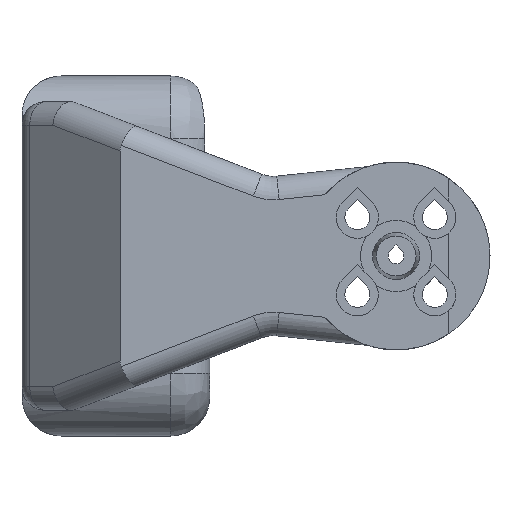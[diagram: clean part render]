
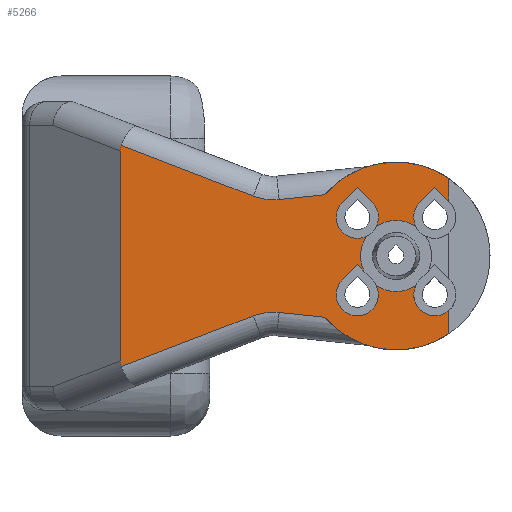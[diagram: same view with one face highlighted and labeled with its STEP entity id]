
A CAD part, front view. The second image highlights one B-rep face of the part: STEP entity #5266.
In plain terms, the highlighted planar face has unit normal (0, -1, 0).
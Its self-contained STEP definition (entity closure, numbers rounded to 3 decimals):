
#118=ELLIPSE('',#5695,4.662,3.);
#119=ELLIPSE('',#5696,4.662,3.);
#184=PLANE('',#5693);
#381=FACE_OUTER_BOUND('',#690,.T.);
#690=EDGE_LOOP('',(#4022,#4023,#4024,#4025,#4026,#4027,#4028,#4029,#4030,
#4031,#4032,#4033,#4034,#4035,#4036,#4037,#4038,#4039,#4040,#4041,#4042,
#4043,#4044,#4045,#4046,#4047,#4048));
#935=CIRCLE('',#5525,2.7);
#939=CIRCLE('',#5531,2.7);
#941=CIRCLE('',#5533,2.7);
#944=CIRCLE('',#5537,2.7);
#946=CIRCLE('',#5541,2.7);
#1009=CIRCLE('',#5662,12.);
#1011=CIRCLE('',#5666,12.);
#1021=CIRCLE('',#5694,7.2);
#1022=CIRCLE('',#5697,7.2);
#1023=CIRCLE('',#5698,4.55);
#1024=CIRCLE('',#5699,4.55);
#1025=CIRCLE('',#5700,4.55);
#1432=LINE('',#8720,#1950);
#1437=LINE('',#8731,#1955);
#1438=LINE('',#8733,#1956);
#1439=LINE('',#8734,#1957);
#1440=LINE('',#8736,#1958);
#1441=LINE('',#8740,#1959);
#1442=LINE('',#8745,#1960);
#1443=LINE('',#8748,#1961);
#1444=LINE('',#8749,#1962);
#1445=LINE('',#8752,#1963);
#1446=LINE('',#8754,#1964);
#1447=LINE('',#8757,#1965);
#1448=LINE('',#8758,#1966);
#1950=VECTOR('',#6683,26.808);
#1955=VECTOR('',#6696,2.757);
#1956=VECTOR('',#6697,2.521);
#1957=VECTOR('',#6698,2.939);
#1958=VECTOR('',#6699,5.873);
#1959=VECTOR('',#6702,18.051);
#1960=VECTOR('',#6707,18.051);
#1961=VECTOR('',#6710,5.873);
#1962=VECTOR('',#6711,2.952);
#1963=VECTOR('',#6714,2.757);
#1964=VECTOR('',#6715,1.195);
#1965=VECTOR('',#6718,2.757);
#1966=VECTOR('',#6719,2.757);
#2225=VERTEX_POINT('',#7791);
#2226=VERTEX_POINT('',#7793);
#2234=VERTEX_POINT('',#7810);
#2235=VERTEX_POINT('',#7812);
#2238=VERTEX_POINT('',#7818);
#2239=VERTEX_POINT('',#7820);
#2244=VERTEX_POINT('',#7831);
#2245=VERTEX_POINT('',#7833);
#2249=VERTEX_POINT('',#7842);
#2250=VERTEX_POINT('',#7844);
#2470=VERTEX_POINT('',#8405);
#2471=VERTEX_POINT('',#8406);
#2472=VERTEX_POINT('',#8408);
#2476=VERTEX_POINT('',#8433);
#2552=VERTEX_POINT('',#8717);
#2553=VERTEX_POINT('',#8719);
#2555=VERTEX_POINT('',#8730);
#2556=VERTEX_POINT('',#8732);
#2557=VERTEX_POINT('',#8735);
#2558=VERTEX_POINT('',#8737);
#2559=VERTEX_POINT('',#8739);
#2560=VERTEX_POINT('',#8742);
#2561=VERTEX_POINT('',#8744);
#2562=VERTEX_POINT('',#8746);
#2563=VERTEX_POINT('',#8751);
#2564=VERTEX_POINT('',#8753);
#2565=VERTEX_POINT('',#8756);
#2748=EDGE_CURVE('',#2225,#2226,#935,.F.);
#2757=EDGE_CURVE('',#2234,#2235,#939,.F.);
#2761=EDGE_CURVE('',#2238,#2239,#941,.F.);
#2767=EDGE_CURVE('',#2245,#2244,#944,.F.);
#2772=EDGE_CURVE('',#2250,#2249,#946,.F.);
#3032=EDGE_CURVE('',#2470,#2472,#1009,.F.);
#3039=EDGE_CURVE('',#2471,#2476,#1011,.F.);
#3130=EDGE_CURVE('',#2552,#2553,#1432,.T.);
#3136=EDGE_CURVE('',#2555,#2225,#1437,.T.);
#3137=EDGE_CURVE('',#2556,#2555,#1438,.T.);
#3138=EDGE_CURVE('',#2556,#2471,#1439,.T.);
#3139=EDGE_CURVE('',#2476,#2557,#1440,.T.);
#3140=EDGE_CURVE('',#2557,#2558,#1021,.T.);
#3141=EDGE_CURVE('',#2558,#2559,#1441,.F.);
#3142=EDGE_CURVE('',#2559,#2553,#118,.F.);
#3143=EDGE_CURVE('',#2552,#2560,#119,.F.);
#3144=EDGE_CURVE('',#2560,#2561,#1442,.T.);
#3145=EDGE_CURVE('',#2561,#2562,#1022,.T.);
#3146=EDGE_CURVE('',#2562,#2472,#1443,.F.);
#3147=EDGE_CURVE('',#2245,#2470,#1444,.T.);
#3148=EDGE_CURVE('',#2250,#2244,#1023,.T.);
#3149=EDGE_CURVE('',#2563,#2249,#1445,.T.);
#3150=EDGE_CURVE('',#2564,#2563,#1446,.T.);
#3151=EDGE_CURVE('',#2564,#2235,#1024,.T.);
#3152=EDGE_CURVE('',#2565,#2234,#1447,.T.);
#3153=EDGE_CURVE('',#2239,#2565,#1448,.T.);
#3154=EDGE_CURVE('',#2238,#2226,#1025,.T.);
#4022=ORIENTED_EDGE('',*,*,#2748,.F.);
#4023=ORIENTED_EDGE('',*,*,#3136,.F.);
#4024=ORIENTED_EDGE('',*,*,#3137,.F.);
#4025=ORIENTED_EDGE('',*,*,#3138,.T.);
#4026=ORIENTED_EDGE('',*,*,#3039,.T.);
#4027=ORIENTED_EDGE('',*,*,#3139,.T.);
#4028=ORIENTED_EDGE('',*,*,#3140,.T.);
#4029=ORIENTED_EDGE('',*,*,#3141,.T.);
#4030=ORIENTED_EDGE('',*,*,#3142,.T.);
#4031=ORIENTED_EDGE('',*,*,#3130,.F.);
#4032=ORIENTED_EDGE('',*,*,#3143,.T.);
#4033=ORIENTED_EDGE('',*,*,#3144,.T.);
#4034=ORIENTED_EDGE('',*,*,#3145,.T.);
#4035=ORIENTED_EDGE('',*,*,#3146,.T.);
#4036=ORIENTED_EDGE('',*,*,#3032,.F.);
#4037=ORIENTED_EDGE('',*,*,#3147,.F.);
#4038=ORIENTED_EDGE('',*,*,#2767,.T.);
#4039=ORIENTED_EDGE('',*,*,#3148,.F.);
#4040=ORIENTED_EDGE('',*,*,#2772,.T.);
#4041=ORIENTED_EDGE('',*,*,#3149,.F.);
#4042=ORIENTED_EDGE('',*,*,#3150,.F.);
#4043=ORIENTED_EDGE('',*,*,#3151,.T.);
#4044=ORIENTED_EDGE('',*,*,#2757,.F.);
#4045=ORIENTED_EDGE('',*,*,#3152,.F.);
#4046=ORIENTED_EDGE('',*,*,#3153,.F.);
#4047=ORIENTED_EDGE('',*,*,#2761,.F.);
#4048=ORIENTED_EDGE('',*,*,#3154,.T.);
#5266=ADVANCED_FACE('',(#381),#184,.F.);
#5525=AXIS2_PLACEMENT_3D('',#7794,#6088,#6089);
#5531=AXIS2_PLACEMENT_3D('',#7813,#6104,#6105);
#5533=AXIS2_PLACEMENT_3D('',#7821,#6110,#6111);
#5537=AXIS2_PLACEMENT_3D('',#7834,#6121,#6122);
#5541=AXIS2_PLACEMENT_3D('',#7845,#6131,#6132);
#5662=AXIS2_PLACEMENT_3D('',#8409,#6551,#6552);
#5666=AXIS2_PLACEMENT_3D('',#8450,#6560,#6561);
#5693=AXIS2_PLACEMENT_3D('',#8729,#6694,#6695);
#5694=AXIS2_PLACEMENT_3D('',#8738,#6700,#6701);
#5695=AXIS2_PLACEMENT_3D('',#8741,#6703,#6704);
#5696=AXIS2_PLACEMENT_3D('',#8743,#6705,#6706);
#5697=AXIS2_PLACEMENT_3D('',#8747,#6708,#6709);
#5698=AXIS2_PLACEMENT_3D('',#8750,#6712,#6713);
#5699=AXIS2_PLACEMENT_3D('',#8755,#6716,#6717);
#5700=AXIS2_PLACEMENT_3D('',#8759,#6720,#6721);
#6088=DIRECTION('center_axis',(0.,1.,0.));
#6089=DIRECTION('ref_axis',(0.,0.,1.));
#6104=DIRECTION('center_axis',(0.,1.,0.));
#6105=DIRECTION('ref_axis',(0.,0.,1.));
#6110=DIRECTION('center_axis',(0.,1.,0.));
#6111=DIRECTION('ref_axis',(0.,0.,1.));
#6121=DIRECTION('center_axis',(0.,-1.,0.));
#6122=DIRECTION('ref_axis',(0.,0.,-1.));
#6131=DIRECTION('center_axis',(0.,-1.,0.));
#6132=DIRECTION('ref_axis',(0.,0.,-1.));
#6551=DIRECTION('center_axis',(0.,-1.,0.));
#6552=DIRECTION('ref_axis',(0.,0.,-1.));
#6560=DIRECTION('center_axis',(0.,1.,0.));
#6561=DIRECTION('ref_axis',(0.,0.,1.));
#6683=DIRECTION('',(0.,0.,1.));
#6694=DIRECTION('center_axis',(0.,1.,0.));
#6695=DIRECTION('ref_axis',(0.,0.,1.));
#6696=DIRECTION('',(-0.7,0.,-0.714));
#6697=DIRECTION('',(-0.7,0.,0.714));
#6698=DIRECTION('',(0.,0.,1.));
#6699=DIRECTION('',(-0.995,0.,-0.105));
#6700=DIRECTION('center_axis',(0.,1.,0.));
#6701=DIRECTION('ref_axis',(0.,0.,1.));
#6702=DIRECTION('',(0.934,0.,-0.358));
#6703=DIRECTION('center_axis',(0.,1.,0.));
#6704=DIRECTION('ref_axis',(0.934,0.,-0.358));
#6705=DIRECTION('center_axis',(0.,1.,0.));
#6706=DIRECTION('ref_axis',(0.934,0.,0.358));
#6707=DIRECTION('',(0.934,0.,0.358));
#6708=DIRECTION('center_axis',(0.,1.,0.));
#6709=DIRECTION('ref_axis',(0.,0.,1.));
#6710=DIRECTION('',(-0.995,0.,0.105));
#6711=DIRECTION('',(0.,0.,-1.));
#6712=DIRECTION('center_axis',(0.,-1.,0.));
#6713=DIRECTION('ref_axis',(0.,0.,-1.));
#6714=DIRECTION('',(-0.7,0.,-0.714));
#6715=DIRECTION('',(-0.7,0.,0.714));
#6716=DIRECTION('center_axis',(0.,1.,0.));
#6717=DIRECTION('ref_axis',(0.,0.,1.));
#6718=DIRECTION('',(-0.7,0.,-0.714));
#6719=DIRECTION('',(-0.7,0.,0.714));
#6720=DIRECTION('center_axis',(0.,1.,0.));
#6721=DIRECTION('ref_axis',(0.,0.,1.));
#7791=CARTESIAN_POINT('',(-8.979,0.2,6.839));
#7793=CARTESIAN_POINT('',(-9.491,0.2,3.796));
#7794=CARTESIAN_POINT('Origin',(-7.05,0.2,4.95));
#7810=CARTESIAN_POINT('',(-18.879,0.2,6.839));
#7812=CARTESIAN_POINT('',(-15.796,0.2,2.509));
#7813=CARTESIAN_POINT('Origin',(-16.95,0.2,4.95));
#7818=CARTESIAN_POINT('',(-14.509,0.2,3.796));
#7820=CARTESIAN_POINT('',(-15.021,0.2,6.839));
#7821=CARTESIAN_POINT('Origin',(-16.95,0.2,4.95));
#7831=CARTESIAN_POINT('',(-9.491,0.2,-3.796));
#7833=CARTESIAN_POINT('',(-5.286,0.2,-6.994));
#7834=CARTESIAN_POINT('Origin',(-7.05,0.2,-4.95));
#7842=CARTESIAN_POINT('',(-18.879,0.2,-3.061));
#7844=CARTESIAN_POINT('',(-14.509,0.2,-3.796));
#7845=CARTESIAN_POINT('Origin',(-16.95,0.2,-4.95));
#8405=CARTESIAN_POINT('',(-5.286,0.2,-9.946));
#8406=CARTESIAN_POINT('',(-5.286,0.2,9.946));
#8408=CARTESIAN_POINT('',(-21.093,0.2,-7.83));
#8409=CARTESIAN_POINT('Origin',(-12.,0.2,0.));
#8433=CARTESIAN_POINT('',(-21.093,0.2,7.83));
#8450=CARTESIAN_POINT('Origin',(-12.,0.2,0.));
#8717=CARTESIAN_POINT('',(-47.25,0.2,-13.404));
#8719=CARTESIAN_POINT('',(-47.25,0.2,13.404));
#8720=CARTESIAN_POINT('',(-47.25,0.2,-13.404));
#8729=CARTESIAN_POINT('Origin',(0.,0.2,0.));
#8730=CARTESIAN_POINT('',(-7.05,0.2,8.809));
#8731=CARTESIAN_POINT('',(-7.05,0.2,8.809));
#8732=CARTESIAN_POINT('',(-5.286,0.2,7.007));
#8733=CARTESIAN_POINT('',(-5.286,0.2,7.007));
#8734=CARTESIAN_POINT('',(-5.286,0.2,7.007));
#8735=CARTESIAN_POINT('',(-26.934,0.2,7.216));
#8736=CARTESIAN_POINT('',(-21.093,0.2,7.83));
#8737=CARTESIAN_POINT('',(-30.267,0.2,7.655));
#8738=CARTESIAN_POINT('Origin',(-27.687,0.2,14.377));
#8739=CARTESIAN_POINT('',(-47.119,0.2,14.124));
#8740=CARTESIAN_POINT('',(-47.119,0.2,14.124));
#8741=CARTESIAN_POINT('Origin',(-42.767,0.2,12.453));
#8742=CARTESIAN_POINT('',(-47.119,0.2,-14.124));
#8743=CARTESIAN_POINT('Origin',(-42.767,0.2,-12.453));
#8744=CARTESIAN_POINT('',(-30.267,0.2,-7.655));
#8745=CARTESIAN_POINT('',(-47.119,0.2,-14.124));
#8746=CARTESIAN_POINT('',(-26.934,0.2,-7.216));
#8747=CARTESIAN_POINT('Origin',(-27.687,0.2,-14.377));
#8748=CARTESIAN_POINT('',(-21.093,0.2,-7.83));
#8749=CARTESIAN_POINT('',(-5.286,0.2,-6.994));
#8750=CARTESIAN_POINT('Origin',(-12.,0.2,0.));
#8751=CARTESIAN_POINT('',(-16.95,0.2,-1.091));
#8752=CARTESIAN_POINT('',(-16.95,0.2,-1.091));
#8753=CARTESIAN_POINT('',(-16.113,0.2,-1.945));
#8754=CARTESIAN_POINT('',(-16.113,0.2,-1.945));
#8755=CARTESIAN_POINT('Origin',(-12.,0.2,0.));
#8756=CARTESIAN_POINT('',(-16.95,0.2,8.809));
#8757=CARTESIAN_POINT('',(-16.95,0.2,8.809));
#8758=CARTESIAN_POINT('',(-15.021,0.2,6.839));
#8759=CARTESIAN_POINT('Origin',(-12.,0.2,0.));
